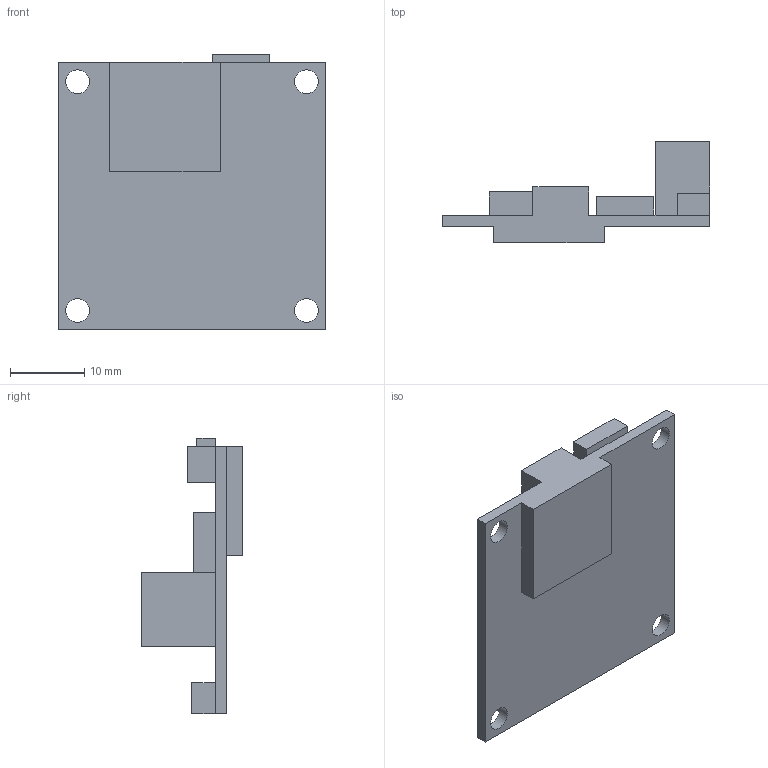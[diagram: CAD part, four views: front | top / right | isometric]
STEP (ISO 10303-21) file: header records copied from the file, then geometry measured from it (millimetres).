
FILE_DESCRIPTION(/* description */ (''),/* implementation_level */ '2;1');
FILE_NAME(/* name */ 'FC Omnibus F4 SD v1.step',/* time_stamp */ '2022-01-19T17:30:07+02:00',/* author */ (''),/* organization */ (''),/* preprocessor_version */ 'ST-DEVELOPER v18.1',/* originating_system */ 'Autodesk Translation Framework v10.10.0.1391',/* authorisation */ '');
FILE_SCHEMA (('AUTOMOTIVE_DESIGN { 1 0 10303 214 3 1 1 }'));
Length unit declared in the file: millimetre
Products named in the file (1): FC Omnibus F4 SD
Bounding box: 36 x 13.7 x 37.1 mm (x, y, z)
Volume: 3578.1 mm3; surface area: 3586.3 mm2
Topology: 1 solids, 1 shells, 35 faces, 97 edges, 64 vertices
Faces by surface type: plane 31, cylinder 4
Full cylindrical faces by diameter (mm): 3.2 x4
Entity records: 1205 total; most frequent: CARTESIAN_POINT 197, ORIENTED_EDGE 194, DIRECTION 177, EDGE_CURVE 97, LINE 89, VECTOR 89, VERTEX_POINT 64, AXIS2_PLACEMENT_3D 44
